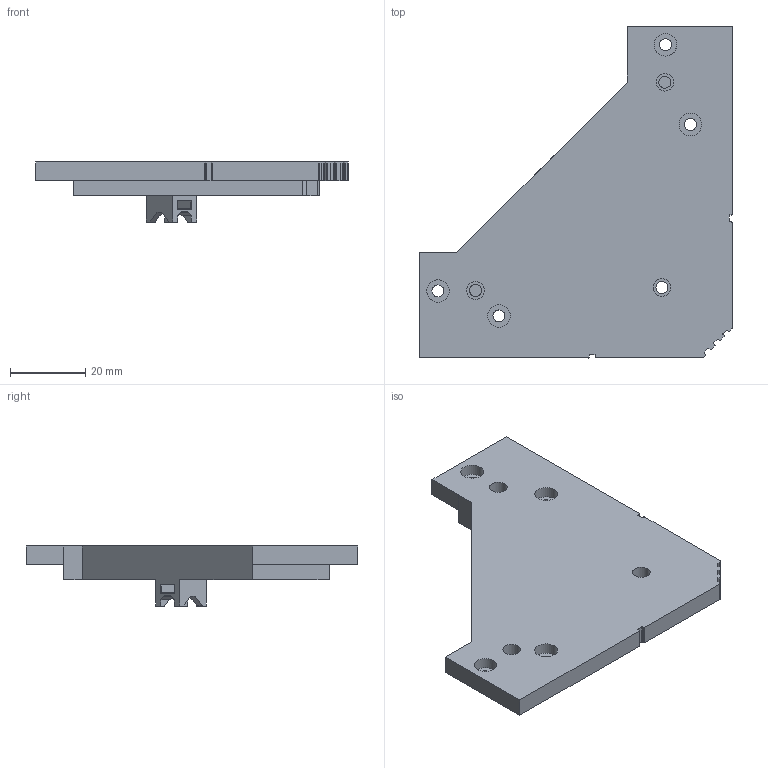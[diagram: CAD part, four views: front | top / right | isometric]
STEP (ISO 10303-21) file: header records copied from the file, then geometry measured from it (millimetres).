
FILE_DESCRIPTION(('HOOPS Exchange Step'),'2;1');
FILE_NAME('Foundation Corner.stp','2026-02-19T14:28:59-05:00',('RED'),('Unknown organisation'),'HOOPS Exchange 2025.8','HOOPS Exchange','Unknown authorisation');
FILE_SCHEMA( ('AP203_CONFIGURATION_CONTROLLED_3D_DESIGN_OF_MECHANICAL_PARTS_AND_ASSEMBLIES_MIM_LF') );
Length unit declared in the file: millimetre
Products named in the file (2): 0; root
Assembly tree (1 placements, depth 2):
  root
    0
Bounding box: 83.35 x 88.45 x 16 mm (x, y, z)
Volume: 38147.8 mm3; surface area: 13577.6 mm2
Topology: 1 solids, 1 shells, 127 faces, 350 edges, 234 vertices
Faces by surface type: plane 86, cylinder 41
Full cylindrical faces by diameter (mm): 3.2 x7, 4.7 x3, 6 x4
Entity records: 4126 total; most frequent: CARTESIAN_POINT 714, DIRECTION 705, ORIENTED_EDGE 700, EDGE_CURVE 350, VECTOR 255, LINE 255, VERTEX_POINT 234, AXIS2_PLACEMENT_3D 225
